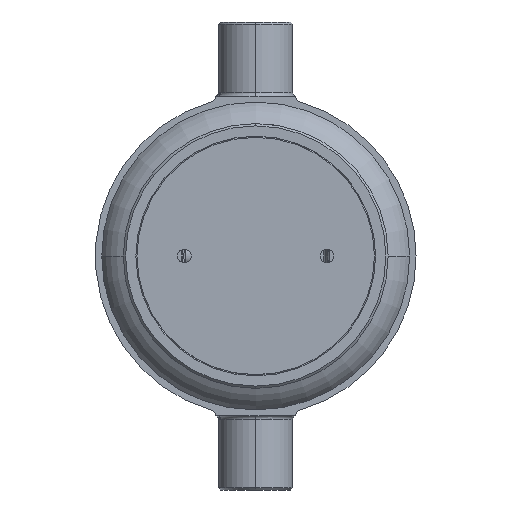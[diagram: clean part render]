
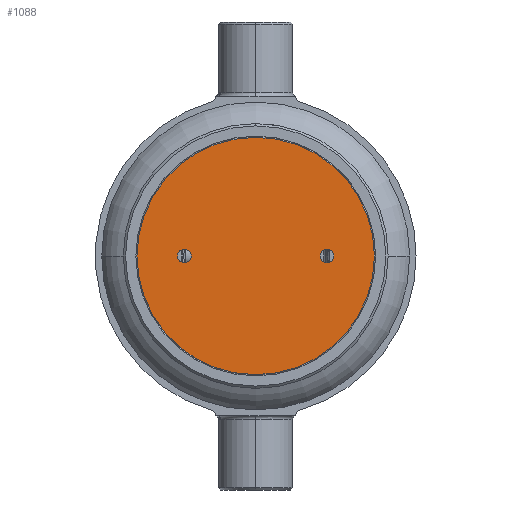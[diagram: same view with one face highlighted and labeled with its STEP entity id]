
A CAD part, left-side view. The second image highlights one B-rep face of the part: STEP entity #1088.
In plain terms, the highlighted planar face has unit normal (-1, 0, 0).
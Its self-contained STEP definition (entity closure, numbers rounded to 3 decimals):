
#30 = DIRECTION ( 'NONE',  ( 0., 0., -1. ) ) ;
#182 = CIRCLE ( 'NONE', #4123, 6. ) ;
#189 = CARTESIAN_POINT ( 'NONE',  ( 0., 0., 0. ) ) ;
#224 = ORIENTED_EDGE ( 'NONE', *, *, #4020, .F. ) ;
#249 = DIRECTION ( 'NONE',  ( 0., 0., 1. ) ) ;
#369 = CIRCLE ( 'NONE', #1999, 6. ) ;
#378 = EDGE_CURVE ( 'NONE', #3209, #842, #1623, .T. ) ;
#399 = ORIENTED_EDGE ( 'NONE', *, *, #3751, .T. ) ;
#403 = CARTESIAN_POINT ( 'NONE',  ( 0., -62.5, 0. ) ) ;
#422 = DIRECTION ( 'NONE',  ( -1., 0., 0. ) ) ;
#521 = DIRECTION ( 'NONE',  ( 0., 0., -1. ) ) ;
#611 = EDGE_CURVE ( 'NONE', #3880, #1497, #182, .T. ) ;
#684 = ORIENTED_EDGE ( 'NONE', *, *, #4003, .T. ) ;
#689 = DIRECTION ( 'NONE',  ( -1., 0., 0. ) ) ;
#737 = DIRECTION ( 'NONE',  ( 0., 0., 1. ) ) ;
#796 = CARTESIAN_POINT ( 'NONE',  ( 0., 62.5, -6. ) ) ;
#842 = VERTEX_POINT ( 'NONE', #3553 ) ;
#854 = AXIS2_PLACEMENT_3D ( 'NONE', #403, #2761, #737 ) ;
#921 = ORIENTED_EDGE ( 'NONE', *, *, #611, .F. ) ;
#981 = CIRCLE ( 'NONE', #3975, 104. ) ;
#1050 = EDGE_CURVE ( 'NONE', #1497, #3880, #369, .T. ) ;
#1054 = EDGE_LOOP ( 'NONE', ( #921, #2559 ) ) ;
#1088 = ADVANCED_FACE ( 'NONE', ( #1163, #3720, #2050 ), #2617, .F. ) ;
#1144 = VERTEX_POINT ( 'NONE', #3328 ) ;
#1163 = FACE_BOUND ( 'NONE', #3366, .T. ) ;
#1265 = DIRECTION ( 'NONE',  ( 0., 0., -1. ) ) ;
#1497 = VERTEX_POINT ( 'NONE', #796 ) ;
#1623 = CIRCLE ( 'NONE', #854, 6. ) ;
#1852 = EDGE_LOOP ( 'NONE', ( #684, #399 ) ) ;
#1999 = AXIS2_PLACEMENT_3D ( 'NONE', #4260, #2260, #249 ) ;
#2038 = DIRECTION ( 'NONE',  ( -1., 0., 0. ) ) ;
#2050 = FACE_OUTER_BOUND ( 'NONE', #1852, .T. ) ;
#2242 = CARTESIAN_POINT ( 'NONE',  ( 0., 0., 104. ) ) ;
#2260 = DIRECTION ( 'NONE',  ( -1., 0., 0. ) ) ;
#2445 = CARTESIAN_POINT ( 'NONE',  ( 0., 62.5, 0. ) ) ;
#2541 = DIRECTION ( 'NONE',  ( -1., 0., 0. ) ) ;
#2559 = ORIENTED_EDGE ( 'NONE', *, *, #1050, .F. ) ;
#2617 = PLANE ( 'NONE',  #3574 ) ;
#2710 = ORIENTED_EDGE ( 'NONE', *, *, #378, .F. ) ;
#2716 = CARTESIAN_POINT ( 'NONE',  ( 0., -62.5, 0. ) ) ;
#2761 = DIRECTION ( 'NONE',  ( -1., 0., 0. ) ) ;
#2781 = DIRECTION ( 'NONE',  ( 0., 0., 1. ) ) ;
#2934 = CARTESIAN_POINT ( 'NONE',  ( 0., 0., 0. ) ) ;
#2979 = CARTESIAN_POINT ( 'NONE',  ( 0., 62.5, 6. ) ) ;
#3026 = CIRCLE ( 'NONE', #3679, 6. ) ;
#3031 = VERTEX_POINT ( 'NONE', #2242 ) ;
#3046 = DIRECTION ( 'NONE',  ( 0., 0., 1. ) ) ;
#3209 = VERTEX_POINT ( 'NONE', #4341 ) ;
#3288 = DIRECTION ( 'NONE',  ( 1., 0., 0. ) ) ;
#3328 = CARTESIAN_POINT ( 'NONE',  ( 0., 0., -104. ) ) ;
#3366 = EDGE_LOOP ( 'NONE', ( #2710, #224 ) ) ;
#3468 = AXIS2_PLACEMENT_3D ( 'NONE', #4037, #2038, #30 ) ;
#3553 = CARTESIAN_POINT ( 'NONE',  ( 0., -62.5, -6. ) ) ;
#3574 = AXIS2_PLACEMENT_3D ( 'NONE', #2934, #3288, #1265 ) ;
#3679 = AXIS2_PLACEMENT_3D ( 'NONE', #2716, #689, #3046 ) ;
#3720 = FACE_BOUND ( 'NONE', #1054, .T. ) ;
#3751 = EDGE_CURVE ( 'NONE', #3031, #1144, #981, .T. ) ;
#3880 = VERTEX_POINT ( 'NONE', #2979 ) ;
#3920 = CIRCLE ( 'NONE', #3468, 104. ) ;
#3975 = AXIS2_PLACEMENT_3D ( 'NONE', #189, #2541, #521 ) ;
#4003 = EDGE_CURVE ( 'NONE', #1144, #3031, #3920, .T. ) ;
#4020 = EDGE_CURVE ( 'NONE', #842, #3209, #3026, .T. ) ;
#4037 = CARTESIAN_POINT ( 'NONE',  ( 0., 0., 0. ) ) ;
#4123 = AXIS2_PLACEMENT_3D ( 'NONE', #2445, #422, #2781 ) ;
#4260 = CARTESIAN_POINT ( 'NONE',  ( 0., 62.5, 0. ) ) ;
#4341 = CARTESIAN_POINT ( 'NONE',  ( 0., -62.5, 6. ) ) ;
